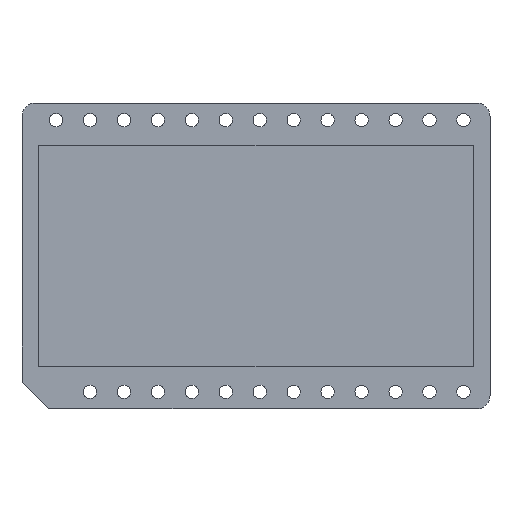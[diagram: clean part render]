
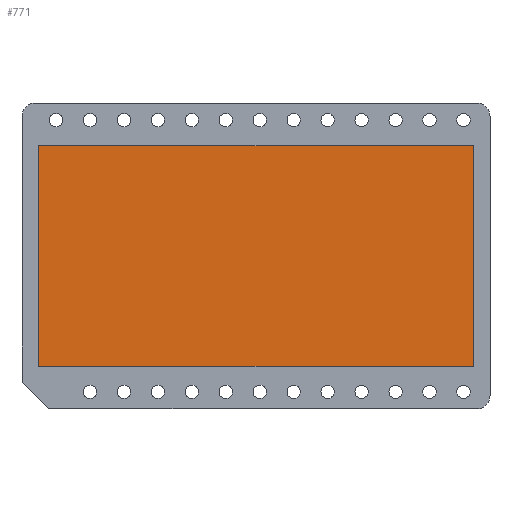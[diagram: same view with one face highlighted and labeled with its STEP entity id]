
A CAD part, top view. The second image highlights one B-rep face of the part: STEP entity #771.
In plain terms, the highlighted planar face has unit normal (0, 0, 1).
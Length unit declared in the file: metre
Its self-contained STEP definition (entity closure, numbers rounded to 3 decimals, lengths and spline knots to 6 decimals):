
#264=ORIENTED_EDGE('',*,*,#347,.F.);
#265=ORIENTED_EDGE('',*,*,#350,.T.);
#266=ORIENTED_EDGE('',*,*,#352,.T.);
#267=ORIENTED_EDGE('',*,*,#353,.F.);
#347=EDGE_CURVE('',#424,#425,#451,.T.);
#350=EDGE_CURVE('',#424,#426,#454,.T.);
#352=EDGE_CURVE('',#426,#427,#456,.T.);
#353=EDGE_CURVE('',#425,#427,#457,.T.);
#424=VERTEX_POINT('',#1291);
#425=VERTEX_POINT('',#1293);
#426=VERTEX_POINT('',#1297);
#427=VERTEX_POINT('',#1301);
#451=LINE('',#1292,#481);
#454=LINE('',#1298,#484);
#456=LINE('',#1302,#486);
#457=LINE('',#1304,#487);
#481=VECTOR('',#1090,1.);
#484=VECTOR('',#1095,1.);
#486=VECTOR('',#1099,1.);
#487=VECTOR('',#1102,1.);
#603=EDGE_LOOP('',(#264,#265,#266,#267));
#719=FACE_BOUND('',#603,.T.);
#731=PLANE('',#880);
#771=ADVANCED_FACE('',(#719),#731,.T.);
#880=AXIS2_PLACEMENT_3D('',#1305,#1103,#1104);
#1090=DIRECTION('',(0.,1.,0.));
#1095=DIRECTION('',(1.,0.,0.));
#1099=DIRECTION('',(0.,1.,0.));
#1102=DIRECTION('',(1.,0.,0.));
#1103=DIRECTION('',(0.,0.,1.));
#1104=DIRECTION('',(1.,0.,0.));
#1291=CARTESIAN_POINT('',(0.00125,-0.01968,0.00465));
#1292=CARTESIAN_POINT('',(0.00125,-0.01143,0.00465));
#1293=CARTESIAN_POINT('',(0.00125,-0.00318,0.00465));
#1297=CARTESIAN_POINT('',(0.03375,-0.01968,0.00465));
#1298=CARTESIAN_POINT('',(0.0175,-0.01968,0.00465));
#1301=CARTESIAN_POINT('',(0.03375,-0.00318,0.00465));
#1302=CARTESIAN_POINT('',(0.03375,-0.01143,0.00465));
#1304=CARTESIAN_POINT('',(0.0175,-0.00318,0.00465));
#1305=CARTESIAN_POINT('',(0.0175,-0.01143,0.00465));
